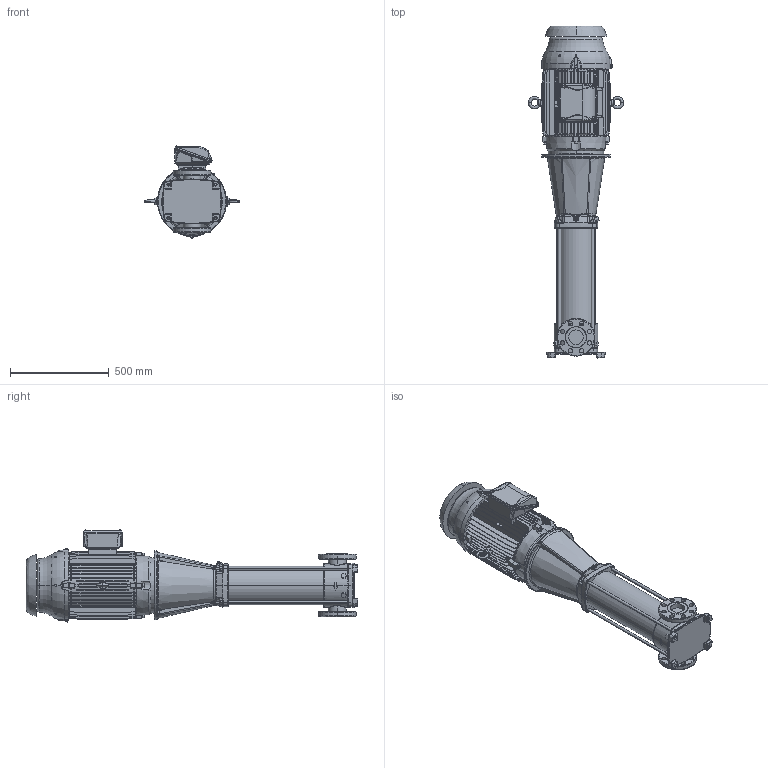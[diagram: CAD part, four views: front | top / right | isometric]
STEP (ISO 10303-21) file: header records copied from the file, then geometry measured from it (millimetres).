
FILE_DESCRIPTION (( 'STEP AP203' ), '1' );
FILE_NAME ('3303104 - MVI-160-7_2-30 HP-286TSC-304-E-230_460~3.step', '2022-03-30T18:56:28', ( '' ), ( '' ), 'SwSTEP 2.0', 'SolidWorks 2021', '' );
FILE_SCHEMA (( 'CONFIG_CONTROL_DESIGN' ));
Length unit declared in the file: inch
Products named in the file (5): 2704071 - NEMA V2 30HP 284_6TSC 230_460~3 TEFC; sbi_n_32-7-2_flange(NEMA); MVI PEO - [304-EPDM]_3304104 - MVI-160-7_2-30 HP-286TSC-304-E-S; 3303104 - MVI-160-7_2-30 HP-286TSC-304-E-230_460~3; TEFC MOTOR_2704071 - NEMA V2 30HP 284_6TSC 230_460~3 TEFC
Assembly tree (4 placements, depth 3):
  3303104 - MVI-160-7_2-30 HP-286TSC-304-E-230_460~3
    MVI PEO - [304-EPDM]_3304104 - MVI-160-7_2-30 HP-286TSC-304-E-S
      sbi_n_32-7-2_flange(NEMA)
    TEFC MOTOR_2704071 - NEMA V2 30HP 284_6TSC 230_460~3 TEFC
      2704071 - NEMA V2 30HP 284_6TSC 230_460~3 TEFC
Bounding box: 483 x 1684.3 x 466.9 mm (x, y, z)
Volume: 94123451.5 mm3; surface area: 3297119.1 mm2
Topology: 4 solids, 17 shells, 2528 faces, 6689 edges, 4292 vertices
Faces by surface type: plane 937, cylinder 825, bspline 411, cone 314, torus 31, sphere 10
Entity records: 111379 total; most frequent: CARTESIAN_POINT 52161, ORIENTED_EDGE 13280, DIRECTION 11023, EDGE_CURVE 6640, VERTEX_POINT 4288, AXIS2_PLACEMENT_3D 4262, EDGE_LOOP 2728, FACE_OUTER_BOUND 2528
